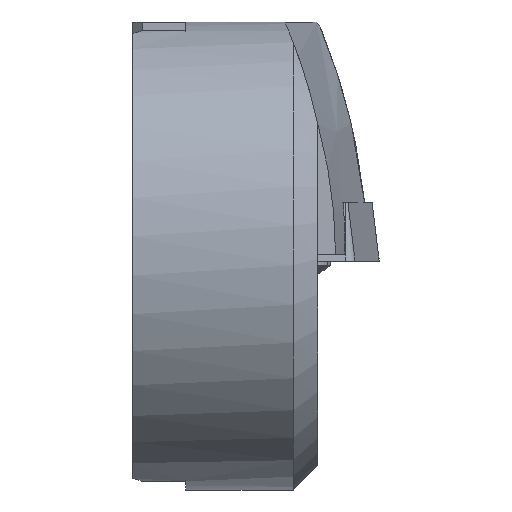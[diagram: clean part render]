
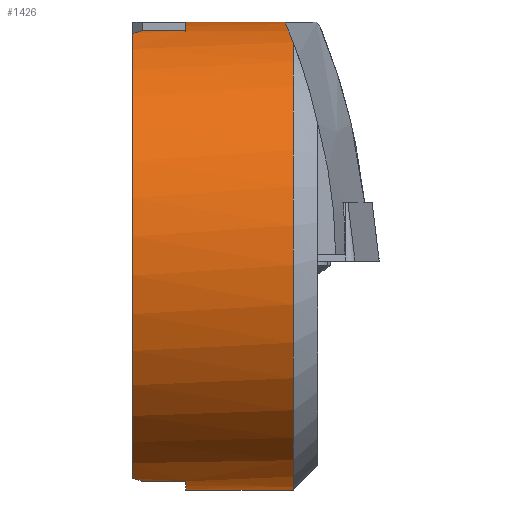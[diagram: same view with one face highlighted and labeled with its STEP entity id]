
A CAD part, left-side view. The second image highlights one B-rep face of the part: STEP entity #1426.
In plain terms, the highlighted cylindrical face has radius 9.475 mm (diameter 18.95 mm), a partial arc.
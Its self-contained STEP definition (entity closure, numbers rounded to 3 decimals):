
#648=EDGE_CURVE('NONE',#786,#660,#1738,.F.);
#660=VERTEX_POINT('NONE',#1750);
#676=EDGE_CURVE('NONE',#786,#1200,#1769,.T.);
#682=VERTEX_POINT('NONE',#1776);
#686=EDGE_CURVE('NONE',#1116,#1160,#1782,.F.);
#786=VERTEX_POINT('NONE',#1889);
#820=EDGE_CURVE('NONE',#1184,#1116,#1928,.F.);
#924=EDGE_CURVE('NONE',#682,#938,#2044,.F.);
#938=VERTEX_POINT('NONE',#2059);
#952=VERTEX_POINT('NONE',#2073);
#1022=EDGE_CURVE('NONE',#1206,#952,#2152,.F.);
#1116=VERTEX_POINT('NONE',#2255);
#1160=VERTEX_POINT('NONE',#2300);
#1184=VERTEX_POINT('NONE',#2325);
#1200=VERTEX_POINT('NONE',#2342);
#1206=VERTEX_POINT('NONE',#2349);
#1304=EDGE_CURVE('NONE',#1200,#1414,#2454,.F.);
#1352=EDGE_CURVE('Kante1',#1414,#1184,#2505,.F.);
#1414=VERTEX_POINT('NONE',#2575);
#1426=ADVANCED_FACE('NONE',(#2589),#2590,.T.);
#1458=EDGE_CURVE('Kante4',#1160,#682,#2628,.F.);
#1584=EDGE_CURVE('NONE',#938,#1206,#2770,.F.);
#1618=EDGE_CURVE('NONE',#660,#952,#2810,.T.);
#1738=CIRCLE('',#2950,9.475);
#1750=CARTESIAN_POINT('',(0.0,-6.5,-9.475));
#1769=B_SPLINE_CURVE_WITH_KNOTS('',3,(#2994,#2995,#2996,#2997,#2998,#2999,#3000,#3001,#3002,#3003,#3004),.UNSPECIFIED.,.F.,.F.,(4,2,2,3,4),(-5.419,-3.613,-1.806,0.0,1.806),.UNSPECIFIED.);
#1776=CARTESIAN_POINT('',(-2.95,0.0,-9.004));
#1782=ELLIPSE('',#3018,13.4,9.475);
#1889=CARTESIAN_POINT('',(-3.86,-6.5,8.653));
#1928=LINE('',#3703,#3704);
#2044=ELLIPSE('',#3880,13.4,9.475);
#2059=CARTESIAN_POINT('',(-2.55,-0.4,-9.125));
#2073=CARTESIAN_POINT('',(0.,-2.15,-9.475));
#2152=CIRCLE('',#4034,9.475);
#2255=CARTESIAN_POINT('',(-2.55,-0.4,9.125));
#2300=CARTESIAN_POINT('',(-2.95,0.0,9.004));
#2325=CARTESIAN_POINT('',(-2.55,-2.15,9.125));
#2342=CARTESIAN_POINT('',(0.,-6.17,9.475));
#2349=CARTESIAN_POINT('',(-2.55,-2.15,-9.125));
#2454=LINE('',#4447,#4448);
#2505=CIRCLE('',#4524,9.475);
#2575=CARTESIAN_POINT('',(0.,-2.15,9.475));
#2589=FACE_OUTER_BOUND('',#4630,.T.);
#2590=CYLINDRICAL_SURFACE('',#4631,9.475);
#2628=CIRCLE('',#4678,9.475);
#2770=LINE('',#4870,#4871);
#2810=LINE('',#4919,#4920);
#2950=AXIS2_PLACEMENT_3D('',#5048,#5049,#5050);
#2994=CARTESIAN_POINT('',(-5.297,-6.787,7.856));
#2995=CARTESIAN_POINT('',(-4.783,-6.669,8.203));
#2996=CARTESIAN_POINT('',(-4.226,-6.558,8.504));
#2997=CARTESIAN_POINT('',(-3.061,-6.371,8.989));
#2998=CARTESIAN_POINT('',(-2.452,-6.295,9.174));
#2999=CARTESIAN_POINT('',(-1.222,-6.195,9.417));
#3000=CARTESIAN_POINT('',(-0.602,-6.17,9.475));
#3001=CARTESIAN_POINT('',(0.0,-6.17,9.475));
#3002=CARTESIAN_POINT('',(0.602,-6.17,9.475));
#3003=CARTESIAN_POINT('',(1.222,-6.195,9.417));
#3004=CARTESIAN_POINT('',(1.837,-6.245,9.295));
#3018=AXIS2_PLACEMENT_3D('',#5098,#5099,#5100);
#3703=CARTESIAN_POINT('',(-2.55,-15.0,9.125));
#3704=VECTOR('',#5263,1.0);
#3880=AXIS2_PLACEMENT_3D('',#5406,#5407,#5408);
#4034=AXIS2_PLACEMENT_3D('',#5560,#5561,#5562);
#4447=CARTESIAN_POINT('',(0.,-15.0,9.475));
#4448=VECTOR('',#5840,1.0);
#4524=AXIS2_PLACEMENT_3D('',#5893,#5894,#5895);
#4630=EDGE_LOOP('',(#6015,#6016,#6017,#6018,#6019,#6020,#6021,#6022,#6023,#6024,#6025));
#4631=AXIS2_PLACEMENT_3D('',#6026,#6027,#6028);
#4678=AXIS2_PLACEMENT_3D('',#6086,#6087,#6088);
#4870=CARTESIAN_POINT('',(-2.55,-15.0,-9.125));
#4871=VECTOR('',#6286,1.0);
#4919=CARTESIAN_POINT('',(0.0,-15.0,-9.475));
#4920=VECTOR('',#6354,1000.0);
#5048=CARTESIAN_POINT('',(0.0,-6.5,0.0));
#5049=DIRECTION('',(0.0,1.0,0.0));
#5050=DIRECTION('',(0.0,0.0,-1.0));
#5098=CARTESIAN_POINT('',(0.0,-2.95,0.0));
#5099=DIRECTION('',(0.707,0.707,0.0));
#5100=DIRECTION('',(0.707,-0.707,0.0));
#5263=DIRECTION('',(0.0,-1.0,0.0));
#5406=CARTESIAN_POINT('',(0.0,-2.95,0.0));
#5407=DIRECTION('',(0.707,0.707,0.0));
#5408=DIRECTION('',(0.707,-0.707,0.0));
#5560=CARTESIAN_POINT('',(0.0,-2.15,0.0));
#5561=DIRECTION('',(0.,1.0,0.0));
#5562=DIRECTION('',(0.0,0.0,-1.0));
#5840=DIRECTION('',(0.0,-1.0,0.0));
#5893=CARTESIAN_POINT('',(0.0,-2.15,0.0));
#5894=DIRECTION('',(0.,1.0,0.0));
#5895=DIRECTION('',(0.0,0.0,-1.0));
#6015=ORIENTED_EDGE('',*,*,#1618,.F.);
#6016=ORIENTED_EDGE('',*,*,#648,.F.);
#6017=ORIENTED_EDGE('',*,*,#676,.T.);
#6018=ORIENTED_EDGE('',*,*,#1304,.T.);
#6019=ORIENTED_EDGE('',*,*,#1352,.T.);
#6020=ORIENTED_EDGE('',*,*,#820,.T.);
#6021=ORIENTED_EDGE('',*,*,#686,.T.);
#6022=ORIENTED_EDGE('',*,*,#1458,.T.);
#6023=ORIENTED_EDGE('',*,*,#924,.T.);
#6024=ORIENTED_EDGE('',*,*,#1584,.T.);
#6025=ORIENTED_EDGE('',*,*,#1022,.T.);
#6026=CARTESIAN_POINT('',(0.0,-15.0,0.0));
#6027=DIRECTION('',(-0.0,1.0,-0.0));
#6028=DIRECTION('',(0.0,0.0,-1.0));
#6086=CARTESIAN_POINT('',(0.0,0.0,0.0));
#6087=DIRECTION('',(0.0,1.0,0.0));
#6088=DIRECTION('',(0.0,0.0,-1.0));
#6286=DIRECTION('',(0.0,1.0,-0.0));
#6354=DIRECTION('',(0.0,1.0,-0.0));
